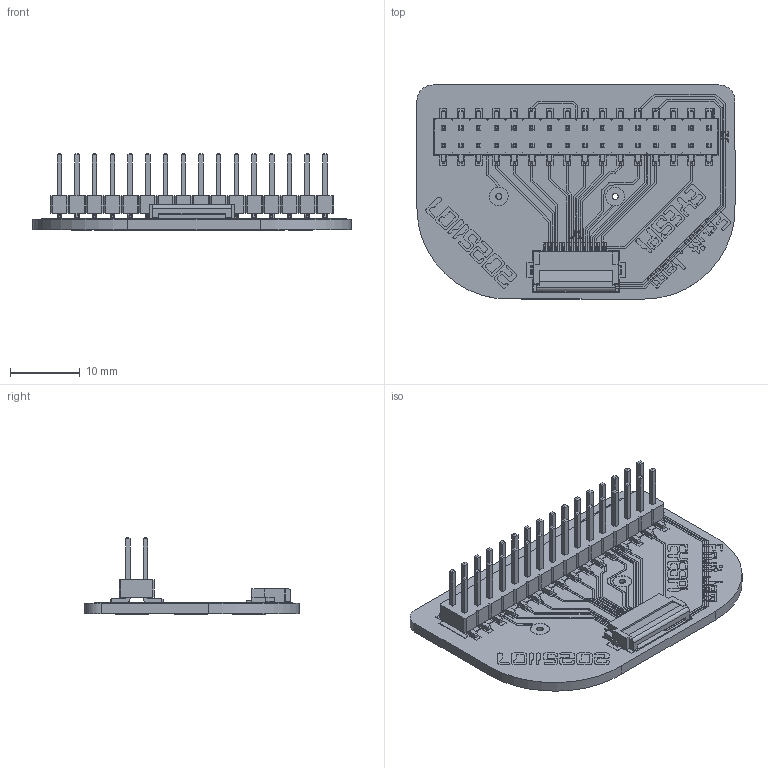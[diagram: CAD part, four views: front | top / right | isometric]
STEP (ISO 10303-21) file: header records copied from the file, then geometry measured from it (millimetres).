
FILE_DESCRIPTION(('KiCad electronic assembly'),'2;1');
FILE_NAME('fj-eyespi.step','2025-11-09T18:10:11',('Pcbnew'),('Kicad'), 'Open CASCADE STEP processor 7.8','KiCad to STEP converter','Unknown' );
FILE_SCHEMA(('AUTOMOTIVE_DESIGN { 1 0 10303 214 1 1 1 1 }'));
Length unit declared in the file: millimetre
Products named in the file (11): fj-eyespi 1; Hirose_FH12-18S-0.5SH_1x18-1MP_P0.50mm_Horizontal; body; lock; pins; PinHeader_2x16_P2.54mm_Vertical_SMD; fj-eyespi_copper; fj-eyespi_pad; fj-eyespi_via; fj-eyespi_silkscreen; fj-eyespi_PCB
Assembly tree (10 placements, depth 3):
  fj-eyespi 1
    Hirose_FH12-18S-0.5SH_1x18-1MP_P0.50mm_Horizontal
      body
      lock
      pins
    PinHeader_2x16_P2.54mm_Vertical_SMD
    fj-eyespi_copper
    fj-eyespi_pad
    fj-eyespi_via
    fj-eyespi_silkscreen
    fj-eyespi_PCB
Bounding box: 45.61 x 30.7 x 10.97 mm (x, y, z)
Volume: 2773.1 mm3; surface area: 5473.3 mm2
Topology: 77 solids, 165 shells, 1807 faces, 7353 edges, 5852 vertices
Faces by surface type: plane 1698, cylinder 109
Full cylindrical faces by diameter (mm): 0.85 x2, 0.9 x8
Entity records: 82394 total; most frequent: CARTESIAN_POINT 15023, ORIENTED_EDGE 11596, DIRECTION 11405, EDGE_CURVE 7353, LINE 6937, VECTOR 6937, VERTEX_POINT 5852, AXIS2_PLACEMENT_3D 2234
